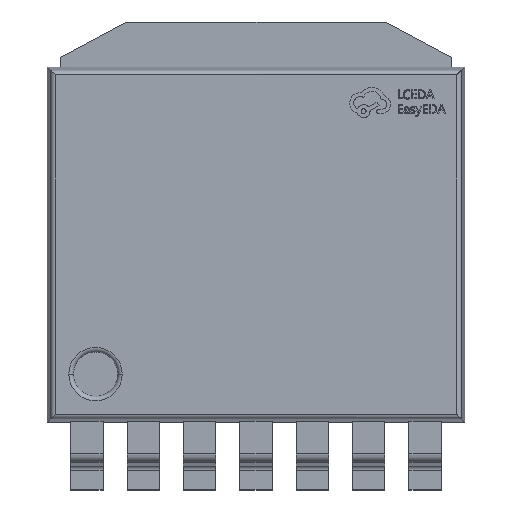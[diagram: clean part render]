
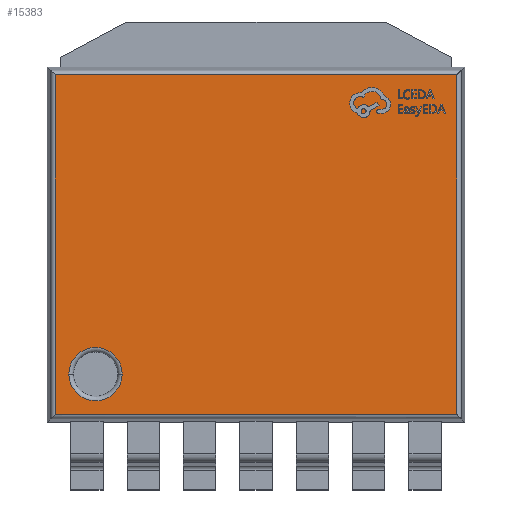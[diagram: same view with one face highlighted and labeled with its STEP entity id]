
A CAD part, top view. The second image highlights one B-rep face of the part: STEP entity #15383.
In plain terms, the highlighted planar face has unit normal (0, 0, 1).
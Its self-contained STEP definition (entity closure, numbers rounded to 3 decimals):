
#469 = DIRECTION ( 'NONE',  ( 0., 0., -1. ) ) ;
#558 = ORIENTED_EDGE ( 'NONE', *, *, #14547, .T. ) ;
#665 = VERTEX_POINT ( 'NONE', #17959 ) ;
#1140 = VERTEX_POINT ( 'NONE', #7687 ) ;
#1353 = ORIENTED_EDGE ( 'NONE', *, *, #3194, .T. ) ;
#1622 = LINE ( 'NONE', #1719, #5010 ) ;
#1719 = CARTESIAN_POINT ( 'NONE',  ( 4.523, 3.917, 1.915 ) ) ;
#2224 = DIRECTION ( 'NONE',  ( -1., 0., 0. ) ) ;
#2259 = AXIS2_PLACEMENT_3D ( 'NONE', #3512, #469, #4899 ) ;
#2269 = CARTESIAN_POINT ( 'NONE',  ( -3.014, -2.917, 1.915 ) ) ;
#2757 = EDGE_CURVE ( 'NONE', #12865, #14673, #16198, .T. ) ;
#3194 = EDGE_CURVE ( 'NONE', #13767, #16153, #13653, .T. ) ;
#3218 = PLANE ( 'NONE',  #2259 ) ;
#3434 = VECTOR ( 'NONE', #14336, 1000. ) ;
#3512 = CARTESIAN_POINT ( 'NONE',  ( 0., 0., 1.915 ) ) ;
#4309 = CARTESIAN_POINT ( 'NONE',  ( -3.614, -2.917, 1.915 ) ) ;
#4368 = DIRECTION ( 'NONE',  ( 0., 1., 0. ) ) ;
#4379 = ORIENTED_EDGE ( 'NONE', *, *, #2757, .T. ) ;
#4691 = FACE_OUTER_BOUND ( 'NONE', #16387, .T. ) ;
#4899 = DIRECTION ( 'NONE',  ( -1., 0., 0. ) ) ;
#5010 = VECTOR ( 'NONE', #4368, 1000. ) ;
#6021 = EDGE_CURVE ( 'NONE', #1140, #13767, #7737, .T. ) ;
#6393 = AXIS2_PLACEMENT_3D ( 'NONE', #4309, #8847, #14886 ) ;
#6695 = VECTOR ( 'NONE', #7722, 1000. ) ;
#7657 = AXIS2_PLACEMENT_3D ( 'NONE', #15439, #7899, #2224 ) ;
#7687 = CARTESIAN_POINT ( 'NONE',  ( -4.523, 3.825, 1.915 ) ) ;
#7722 = DIRECTION ( 'NONE',  ( 1., 0., 0. ) ) ;
#7737 = LINE ( 'NONE', #18343, #9147 ) ;
#7895 = ORIENTED_EDGE ( 'NONE', *, *, #8525, .T. ) ;
#7899 = DIRECTION ( 'NONE',  ( 0., 0., -1. ) ) ;
#8262 = CARTESIAN_POINT ( 'NONE',  ( -4.523, -3.825, 1.915 ) ) ;
#8449 = ORIENTED_EDGE ( 'NONE', *, *, #14273, .T. ) ;
#8525 = EDGE_CURVE ( 'NONE', #14673, #12865, #13346, .T. ) ;
#8847 = DIRECTION ( 'NONE',  ( 0., 0., -1. ) ) ;
#9147 = VECTOR ( 'NONE', #13858, 1000. ) ;
#10372 = CARTESIAN_POINT ( 'NONE',  ( -4.214, -2.917, 1.915 ) ) ;
#12224 = CARTESIAN_POINT ( 'NONE',  ( 4.523, -3.825, 1.915 ) ) ;
#12860 = LINE ( 'NONE', #14532, #3434 ) ;
#12865 = VERTEX_POINT ( 'NONE', #2269 ) ;
#12988 = EDGE_LOOP ( 'NONE', ( #7895, #4379 ) ) ;
#13346 = CIRCLE ( 'NONE', #7657, 0.6 ) ;
#13653 = LINE ( 'NONE', #16725, #6695 ) ;
#13767 = VERTEX_POINT ( 'NONE', #8262 ) ;
#13858 = DIRECTION ( 'NONE',  ( 0., -1., 0. ) ) ;
#14273 = EDGE_CURVE ( 'NONE', #16153, #665, #1622, .T. ) ;
#14336 = DIRECTION ( 'NONE',  ( -1., 0., 0. ) ) ;
#14532 = CARTESIAN_POINT ( 'NONE',  ( 0., 3.825, 1.915 ) ) ;
#14547 = EDGE_CURVE ( 'NONE', #665, #1140, #12860, .T. ) ;
#14673 = VERTEX_POINT ( 'NONE', #10372 ) ;
#14886 = DIRECTION ( 'NONE',  ( -1., 0., 0. ) ) ;
#15383 = ADVANCED_FACE ( 'NONE', ( #4691, #16760 ), #3218, .F. ) ;
#15439 = CARTESIAN_POINT ( 'NONE',  ( -3.614, -2.917, 1.915 ) ) ;
#16153 = VERTEX_POINT ( 'NONE', #12224 ) ;
#16198 = CIRCLE ( 'NONE', #6393, 0.6 ) ;
#16387 = EDGE_LOOP ( 'NONE', ( #17187, #1353, #8449, #558 ) ) ;
#16725 = CARTESIAN_POINT ( 'NONE',  ( 4.614, -3.825, 1.915 ) ) ;
#16760 = FACE_BOUND ( 'NONE', #12988, .T. ) ;
#17187 = ORIENTED_EDGE ( 'NONE', *, *, #6021, .T. ) ;
#17959 = CARTESIAN_POINT ( 'NONE',  ( 4.523, 3.825, 1.915 ) ) ;
#18343 = CARTESIAN_POINT ( 'NONE',  ( -4.523, 0., 1.915 ) ) ;
